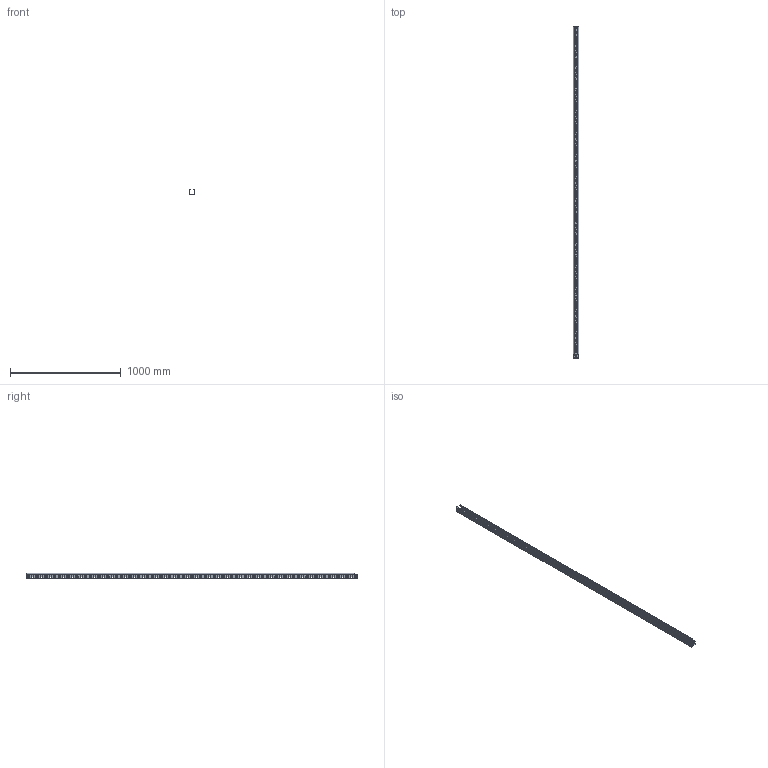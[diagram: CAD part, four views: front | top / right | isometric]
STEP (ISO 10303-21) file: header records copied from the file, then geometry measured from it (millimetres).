
FILE_DESCRIPTION(/* description */ (''),/* implementation_level */ '2;1');
FILE_NAME(/* name */ 'KGL_KCL50H50_3N.stp',/* time_stamp */ '2020-03-24T11:32:11+01:00',/* author */ ('stanislaw.luczak'),/* organization */ (''),/* preprocessor_version */ 'ST-DEVELOPER v18',/* originating_system */ 'Autodesk Inventor 2020',/* authorisation */ '');
FILE_SCHEMA (('AUTOMOTIVE_DESIGN { 1 0 10303 214 3 1 1 }'));
Products named in the file (1): KGJ50H60_3
Bounding box: 51.4 x 3000 x 50.67 mm (x, y, z)
Volume: 299984.9 mm3; surface area: 879831.1 mm2
Topology: 1 solids, 1 shells, 3709 faces, 10367 edges, 6838 vertices
Faces by surface type: plane 2258, cylinder 1443, torus 6, bspline 2
Full cylindrical faces by diameter (mm): 8.5 x59
Entity records: 121322 total; most frequent: CARTESIAN_POINT 20931, ORIENTED_EDGE 20734, DIRECTION 20673, EDGE_CURVE 10367, LINE 7477, VECTOR 7477, VERTEX_POINT 6838, AXIS2_PLACEMENT_3D 6598
